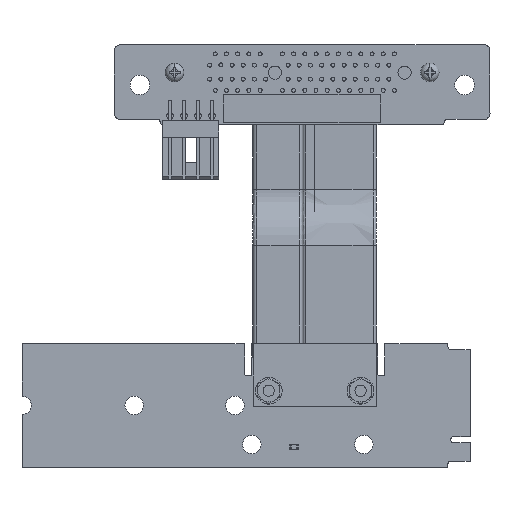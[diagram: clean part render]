
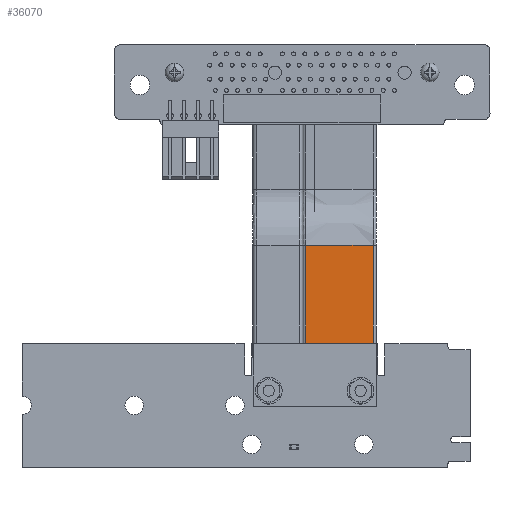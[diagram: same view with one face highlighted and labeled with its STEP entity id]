
A CAD part, top view. The second image highlights one B-rep face of the part: STEP entity #36070.
In plain terms, the highlighted face is planar.
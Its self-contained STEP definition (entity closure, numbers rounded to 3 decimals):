
#36042 = VERTEX_POINT('',#36043);
#36043 = CARTESIAN_POINT('',(0.,0.,
    0.));
#36050 = EDGE_CURVE('',#36051,#36042,#36053,.T.);
#36051 = VERTEX_POINT('',#36052);
#36052 = CARTESIAN_POINT('',(0.,0.,
    -20.));
#36053 = LINE('',#36054,#36055);
#36054 = CARTESIAN_POINT('',(0.,0.,
    -20.));
#36055 = VECTOR('',#36056,1.);
#36056 = DIRECTION('',(0.,0.,1.));
#36070 = ADVANCED_FACE('',(#36071),#36096,.T.);
#36071 = FACE_BOUND('',#36072,.T.);
#36072 = EDGE_LOOP('',(#36073,#36081,#36089,#36095));
#36073 = ORIENTED_EDGE('',*,*,#36074,.F.);
#36074 = EDGE_CURVE('',#36075,#36042,#36077,.T.);
#36075 = VERTEX_POINT('',#36076);
#36076 = CARTESIAN_POINT('',(12.065,0.,0.
    ));
#36077 = LINE('',#36078,#36079);
#36078 = CARTESIAN_POINT('',(0.,0.,
    0.));
#36079 = VECTOR('',#36080,1.);
#36080 = DIRECTION('',(-1.,0.,0.));
#36081 = ORIENTED_EDGE('',*,*,#36082,.F.);
#36082 = EDGE_CURVE('',#36083,#36075,#36085,.T.);
#36083 = VERTEX_POINT('',#36084);
#36084 = CARTESIAN_POINT('',(12.065,0.,-20.));
#36085 = LINE('',#36086,#36087);
#36086 = CARTESIAN_POINT('',(12.065,0.,-20.));
#36087 = VECTOR('',#36088,1.);
#36088 = DIRECTION('',(0.,0.,1.));
#36089 = ORIENTED_EDGE('',*,*,#36090,.T.);
#36090 = EDGE_CURVE('',#36083,#36051,#36091,.T.);
#36091 = LINE('',#36092,#36093);
#36092 = CARTESIAN_POINT('',(0.,0.,
    -20.));
#36093 = VECTOR('',#36094,1.);
#36094 = DIRECTION('',(-1.,0.,0.));
#36095 = ORIENTED_EDGE('',*,*,#36050,.T.);
#36096 = PLANE('',#36097);
#36097 = AXIS2_PLACEMENT_3D('',#36098,#36099,#36100);
#36098 = CARTESIAN_POINT('',(0.,0.,
    -20.));
#36099 = DIRECTION('',(0.,1.,0.));
#36100 = DIRECTION('',(0.,0.,1.));
